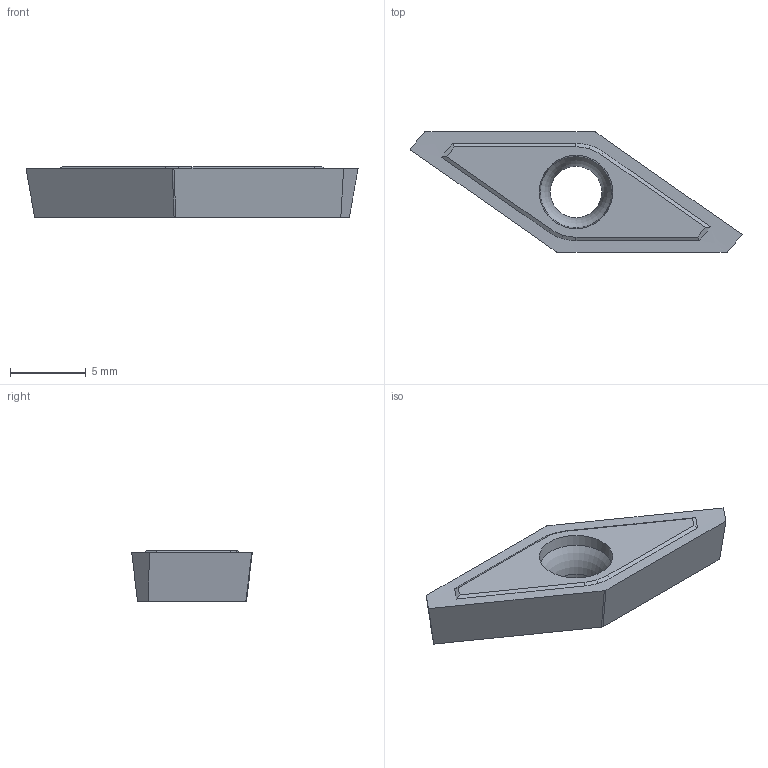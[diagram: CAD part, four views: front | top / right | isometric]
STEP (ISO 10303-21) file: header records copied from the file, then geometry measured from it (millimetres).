
FILE_DESCRIPTION(/* description */ (''),/* implementation_level */ '2;1');
FILE_NAME(/* name */ 'VCGX130300FR_FF2_115007939ndi000_00_SIM.stp',/* time_stamp */ '2023-11-14T13:30:17+01:00',/* author */ (''),/* organization */ (''),/* preprocessor_version */ 'ST-DEVELOPER v16.7',/* originating_system */ 'SIEMENS PLM Software NX 12.0',/* authorisation */ '');
FILE_SCHEMA (('AUTOMOTIVE_DESIGN { 1 0 10303 214 3 1 1 1 }'));
Length unit declared in the file: millimetre
Products named in the file (1): fo34496C4D413oi0
Bounding box: 21.84 x 7.94 x 3.31 mm (x, y, z)
Volume: 277.1 mm3; surface area: 364.6 mm2
Topology: 1 solids, 1 shells, 24 faces, 92 edges, 71 vertices
Faces by surface type: plane 12, bspline 8, cylinder 2, cone 1, torus 1
Full cylindrical faces by diameter (mm): 3.4 x1
Entity records: 9342 total; most frequent: CARTESIAN_POINT 8671, ORIENTED_EDGE 176, EDGE_CURVE 88, VERTEX_POINT 70, DIRECTION 64, B_SPLINE_CURVE_WITH_KNOTS 63, EDGE_LOOP 30, ADVANCED_FACE 24
